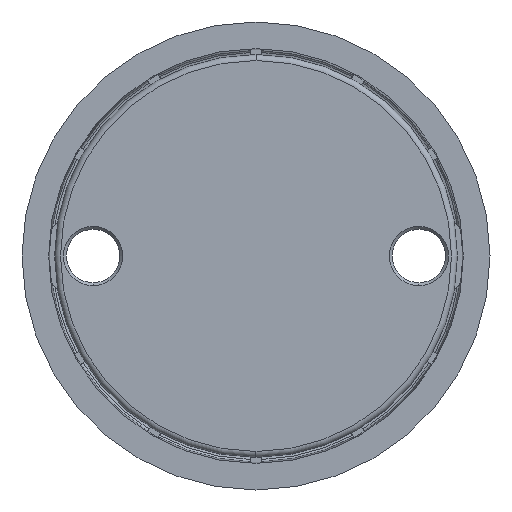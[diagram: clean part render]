
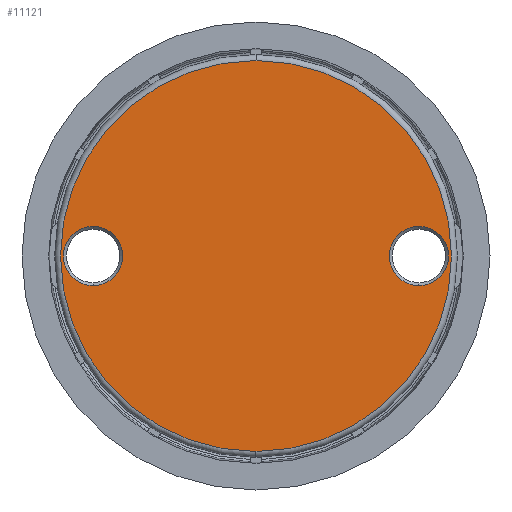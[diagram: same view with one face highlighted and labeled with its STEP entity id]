
A CAD part, front view. The second image highlights one B-rep face of the part: STEP entity #11121.
In plain terms, the highlighted planar face has unit normal (0, -1, 0).
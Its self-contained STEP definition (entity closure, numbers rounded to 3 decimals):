
#40 = DIRECTION ( 'NONE',  ( 1., 0., 0. ) ) ;
#147 = CARTESIAN_POINT ( 'NONE',  ( 0., 0., 0. ) ) ;
#184 = EDGE_CURVE ( 'NONE', #11200, #2212, #9276, .T. ) ;
#431 = CARTESIAN_POINT ( 'NONE',  ( 0., 0., 33. ) ) ;
#643 = CARTESIAN_POINT ( 'NONE',  ( 27.5, 0., -5. ) ) ;
#816 = ORIENTED_EDGE ( 'NONE', *, *, #2377, .F. ) ;
#917 = DIRECTION ( 'NONE',  ( 0., 0., -1. ) ) ;
#1166 = CIRCLE ( 'NONE', #2767, 33. ) ;
#1209 = DIRECTION ( 'NONE',  ( 0., -1., 0. ) ) ;
#1848 = EDGE_CURVE ( 'NONE', #2212, #11200, #6118, .T. ) ;
#1942 = FACE_OUTER_BOUND ( 'NONE', #10364, .T. ) ;
#2121 = FACE_BOUND ( 'NONE', #11049, .T. ) ;
#2212 = VERTEX_POINT ( 'NONE', #11401 ) ;
#2377 = EDGE_CURVE ( 'NONE', #9134, #10404, #10778, .T. ) ;
#2598 = ORIENTED_EDGE ( 'NONE', *, *, #3136, .T. ) ;
#2609 = AXIS2_PLACEMENT_3D ( 'NONE', #10845, #4183, #3305 ) ;
#2767 = AXIS2_PLACEMENT_3D ( 'NONE', #147, #10836, #3046 ) ;
#2878 = AXIS2_PLACEMENT_3D ( 'NONE', #8148, #3337, #8021 ) ;
#2908 = AXIS2_PLACEMENT_3D ( 'NONE', #6704, #11527, #7594 ) ;
#3046 = DIRECTION ( 'NONE',  ( 0., 0., 1. ) ) ;
#3108 = ORIENTED_EDGE ( 'NONE', *, *, #9430, .T. ) ;
#3136 = EDGE_CURVE ( 'NONE', #6736, #6093, #1166, .T. ) ;
#3305 = DIRECTION ( 'NONE',  ( 0., 0., -1. ) ) ;
#3337 = DIRECTION ( 'NONE',  ( 0., -1., 0. ) ) ;
#4078 = CIRCLE ( 'NONE', #2878, 33. ) ;
#4100 = DIRECTION ( 'NONE',  ( 0., 0., -1. ) ) ;
#4183 = DIRECTION ( 'NONE',  ( 0., 1., 0. ) ) ;
#4247 = CARTESIAN_POINT ( 'NONE',  ( -27.5, 0., 5. ) ) ;
#4475 = ORIENTED_EDGE ( 'NONE', *, *, #1848, .T. ) ;
#4933 = CARTESIAN_POINT ( 'NONE',  ( 27.5, 0., 5. ) ) ;
#5505 = AXIS2_PLACEMENT_3D ( 'NONE', #12434, #9569, #917 ) ;
#5521 = AXIS2_PLACEMENT_3D ( 'NONE', #9778, #5853, #40 ) ;
#5791 = PLANE ( 'NONE',  #5521 ) ;
#5853 = DIRECTION ( 'NONE',  ( 0., -1., 0. ) ) ;
#5917 = FACE_BOUND ( 'NONE', #9862, .T. ) ;
#6093 = VERTEX_POINT ( 'NONE', #431 ) ;
#6118 = CIRCLE ( 'NONE', #5505, 5. ) ;
#6704 = CARTESIAN_POINT ( 'NONE',  ( 27.5, 0., 0. ) ) ;
#6736 = VERTEX_POINT ( 'NONE', #12440 ) ;
#7523 = ORIENTED_EDGE ( 'NONE', *, *, #10357, .F. ) ;
#7594 = DIRECTION ( 'NONE',  ( 0., 0., -1. ) ) ;
#8021 = DIRECTION ( 'NONE',  ( 0., 0., 1. ) ) ;
#8148 = CARTESIAN_POINT ( 'NONE',  ( 0., 0., 0. ) ) ;
#8917 = CARTESIAN_POINT ( 'NONE',  ( 27.5, 0., 0. ) ) ;
#9134 = VERTEX_POINT ( 'NONE', #643 ) ;
#9276 = CIRCLE ( 'NONE', #2609, 5. ) ;
#9430 = EDGE_CURVE ( 'NONE', #6093, #6736, #4078, .T. ) ;
#9563 = AXIS2_PLACEMENT_3D ( 'NONE', #8917, #1209, #4100 ) ;
#9569 = DIRECTION ( 'NONE',  ( 0., 1., 0. ) ) ;
#9778 = CARTESIAN_POINT ( 'NONE',  ( -33.366, 0., -33. ) ) ;
#9862 = EDGE_LOOP ( 'NONE', ( #7523, #816 ) ) ;
#10357 = EDGE_CURVE ( 'NONE', #10404, #9134, #10991, .T. ) ;
#10364 = EDGE_LOOP ( 'NONE', ( #3108, #2598 ) ) ;
#10404 = VERTEX_POINT ( 'NONE', #4933 ) ;
#10778 = CIRCLE ( 'NONE', #9563, 5. ) ;
#10836 = DIRECTION ( 'NONE',  ( 0., -1., 0. ) ) ;
#10845 = CARTESIAN_POINT ( 'NONE',  ( -27.5, 0., 0. ) ) ;
#10991 = CIRCLE ( 'NONE', #2908, 5. ) ;
#11049 = EDGE_LOOP ( 'NONE', ( #11150, #4475 ) ) ;
#11121 = ADVANCED_FACE ( 'NONE', ( #1942, #2121, #5917 ), #5791, .T. ) ;
#11150 = ORIENTED_EDGE ( 'NONE', *, *, #184, .T. ) ;
#11200 = VERTEX_POINT ( 'NONE', #4247 ) ;
#11401 = CARTESIAN_POINT ( 'NONE',  ( -27.5, 0., -5. ) ) ;
#11527 = DIRECTION ( 'NONE',  ( 0., -1., 0. ) ) ;
#12434 = CARTESIAN_POINT ( 'NONE',  ( -27.5, 0., 0. ) ) ;
#12440 = CARTESIAN_POINT ( 'NONE',  ( 0., 0., -33. ) ) ;
